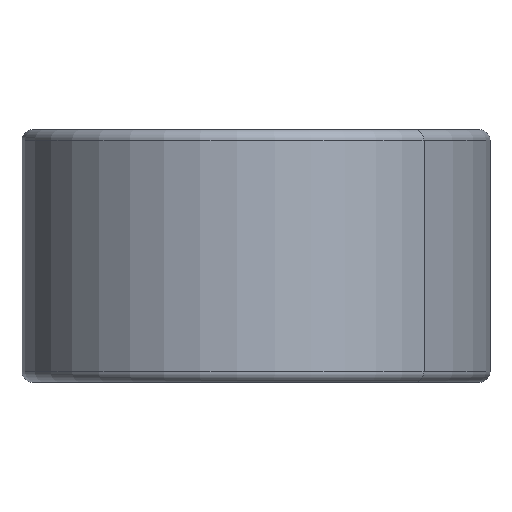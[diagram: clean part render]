
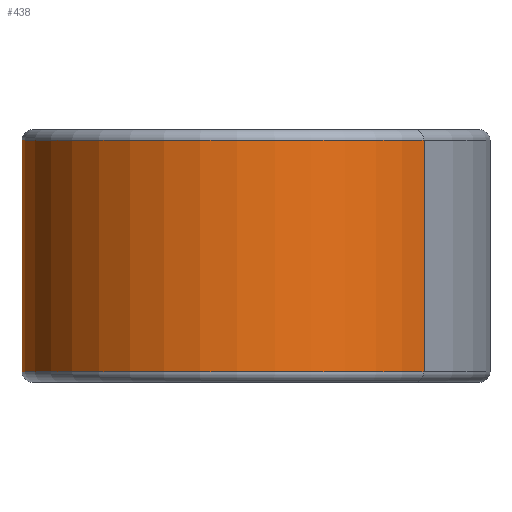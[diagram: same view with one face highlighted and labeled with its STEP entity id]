
A CAD part, front view. The second image highlights one B-rep face of the part: STEP entity #438.
In plain terms, the highlighted cylindrical face has radius 10.25 mm (diameter 20.5 mm), a partial arc.
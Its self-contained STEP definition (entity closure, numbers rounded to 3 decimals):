
#4 = CIRCLE ( 'NONE', #118, 10.25 ) ;
#14 = AXIS2_PLACEMENT_3D ( 'NONE', #2106, #1855, #2512 ) ;
#31 = CIRCLE ( 'NONE', #119, 10.25 ) ;
#118 = AXIS2_PLACEMENT_3D ( 'NONE', #2058, #2063, #2068 ) ;
#119 = AXIS2_PLACEMENT_3D ( 'NONE', #1666, #1509, #1669 ) ;
#126 = VECTOR ( 'NONE', #1588, 1000. ) ;
#159 = VECTOR ( 'NONE', #2697, 1000. ) ;
#438 = ADVANCED_FACE ( 'NONE', ( #1857 ), #2029, .T. ) ;
#459 = EDGE_CURVE ( 'NONE', #834, #982, #4, .T. ) ;
#496 = EDGE_CURVE ( 'NONE', #982, #713, #2652, .T. ) ;
#529 = EDGE_CURVE ( 'NONE', #834, #1168, #1607, .T. ) ;
#532 = EDGE_CURVE ( 'NONE', #713, #1168, #31, .T. ) ;
#713 = VERTEX_POINT ( 'NONE', #1750 ) ;
#731 = EDGE_LOOP ( 'NONE', ( #1372, #1204, #974, #1238 ) ) ;
#834 = VERTEX_POINT ( 'NONE', #1710 ) ;
#974 = ORIENTED_EDGE ( 'NONE', *, *, #532, .T. ) ;
#982 = VERTEX_POINT ( 'NONE', #1702 ) ;
#1168 = VERTEX_POINT ( 'NONE', #1635 ) ;
#1204 = ORIENTED_EDGE ( 'NONE', *, *, #496, .T. ) ;
#1238 = ORIENTED_EDGE ( 'NONE', *, *, #529, .F. ) ;
#1372 = ORIENTED_EDGE ( 'NONE', *, *, #459, .T. ) ;
#1509 = DIRECTION ( 'NONE',  ( 0., 0., 1. ) ) ;
#1588 = DIRECTION ( 'NONE',  ( 0., 0., -1. ) ) ;
#1607 = LINE ( 'NONE', #1664, #126 ) ;
#1635 = CARTESIAN_POINT ( 'NONE',  ( 8.864, -5.146, -5.5 ) ) ;
#1664 = CARTESIAN_POINT ( 'NONE',  ( 8.864, -5.146, 6. ) ) ;
#1666 = CARTESIAN_POINT ( 'NONE',  ( 0., 0., -5.5 ) ) ;
#1669 = DIRECTION ( 'NONE',  ( -1., 0., 0. ) ) ;
#1702 = CARTESIAN_POINT ( 'NONE',  ( -10.25, 0., 5.5 ) ) ;
#1710 = CARTESIAN_POINT ( 'NONE',  ( 8.864, -5.146, 5.5 ) ) ;
#1750 = CARTESIAN_POINT ( 'NONE',  ( -10.25, 0., -5.5 ) ) ;
#1855 = DIRECTION ( 'NONE',  ( 0., 0., -1. ) ) ;
#1857 = FACE_OUTER_BOUND ( 'NONE', #731, .T. ) ;
#2029 = CYLINDRICAL_SURFACE ( 'NONE', #14, 10.25 ) ;
#2058 = CARTESIAN_POINT ( 'NONE',  ( 0., 0., 5.5 ) ) ;
#2063 = DIRECTION ( 'NONE',  ( 0., 0., -1. ) ) ;
#2068 = DIRECTION ( 'NONE',  ( -1., 0., 0. ) ) ;
#2106 = CARTESIAN_POINT ( 'NONE',  ( 0., 0., 6. ) ) ;
#2512 = DIRECTION ( 'NONE',  ( -1., 0., 0. ) ) ;
#2646 = CARTESIAN_POINT ( 'NONE',  ( -10.25, 0., 6. ) ) ;
#2652 = LINE ( 'NONE', #2646, #159 ) ;
#2697 = DIRECTION ( 'NONE',  ( 0., 0., -1. ) ) ;
